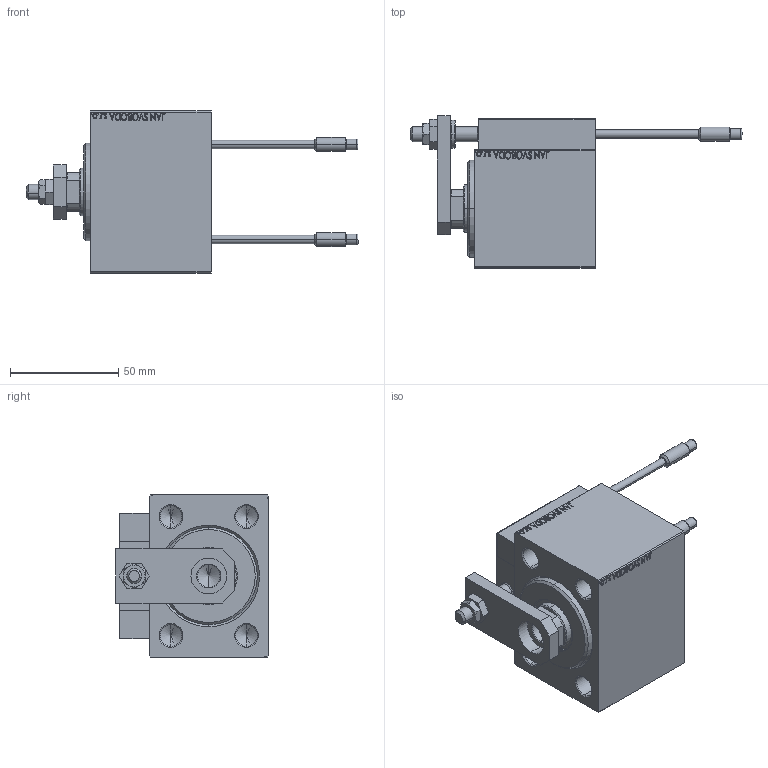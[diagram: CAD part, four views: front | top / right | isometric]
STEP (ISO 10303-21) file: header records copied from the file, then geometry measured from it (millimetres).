
FILE_DESCRIPTION (( 'STEP AP203' ), '1' );
FILE_NAME ('e9ef.STEP', '2021-11-02T02:54:32', ( '' ), ( '' ), 'SwSTEP 2.0', 'SolidWorks 2019', '' );
FILE_SCHEMA (( 'CONFIG_CONTROL_DESIGN' ));
Length unit declared in the file: millimetre
Products named in the file (16): e9ef; MAGNET c95cb2ab6d1b22f9b73badec6bcc2514; NUT_D10 c95cb2ab6d1b22f9b73badec6bcc2514; SWITCH X c95cb2ab6d1b22f9b73badec6bcc2514; ALLEN BOLT D8 c95cb2ab6d1b22f9b73badec6bcc2514; KONCOVKA_Y c95cb2ab6d1b22f9b73badec6bcc2514; TYC_L79 c95cb2ab6d1b22f9b73badec6bcc2514; ALLEN BOLT D5 c95cb2ab6d1b22f9b73badec6bcc2514; Block c95cb2ab6d1b22f9b73badec6bcc2514; SWITCH_X_FRONT_BACK c95cb2ab6d1b22f9b73badec6bcc2514; ZARAZKA c95cb2ab6d1b22f9b73badec6bcc2514; V450CM_B c95cb2ab6d1b22f9b73badec6bcc2514; V450CM_VC_B c95cb2ab6d1b22f9b73badec6bcc2514; V450CM_B_VCP c95cb2ab6d1b22f9b73badec6bcc2514; SWITCH DIM B,W c95cb2ab6d1b22f9b73badec6bcc2514; NUT_D12 c95cb2ab6d1b22f9b73badec6bcc2514
Assembly tree (25 placements, depth 3):
  e9ef
    V450CM_B c95cb2ab6d1b22f9b73badec6bcc2514
    V450CM_B_VCP c95cb2ab6d1b22f9b73badec6bcc2514
    SWITCH X c95cb2ab6d1b22f9b73badec6bcc2514
      SWITCH_X_FRONT_BACK c95cb2ab6d1b22f9b73badec6bcc2514  x2
      TYC_L79 c95cb2ab6d1b22f9b73badec6bcc2514
      Block c95cb2ab6d1b22f9b73badec6bcc2514  x2
      ALLEN BOLT D5 c95cb2ab6d1b22f9b73badec6bcc2514  x4
      ALLEN BOLT D8 c95cb2ab6d1b22f9b73badec6bcc2514  x4
      MAGNET c95cb2ab6d1b22f9b73badec6bcc2514  x2
      KONCOVKA_Y c95cb2ab6d1b22f9b73badec6bcc2514  x2
    NUT_D10 c95cb2ab6d1b22f9b73badec6bcc2514
    NUT_D12 c95cb2ab6d1b22f9b73badec6bcc2514
    SWITCH DIM B,W c95cb2ab6d1b22f9b73badec6bcc2514
    ZARAZKA c95cb2ab6d1b22f9b73badec6bcc2514
    V450CM_VC_B c95cb2ab6d1b22f9b73badec6bcc2514
Bounding box: 153.7 x 70.5 x 75 mm (x, y, z)
Volume: 264678.1 mm3; surface area: 72570.9 mm2
Topology: 24 solids, 24 shells, 1332 faces, 3183 edges, 2013 vertices
Faces by surface type: plane 561, bspline 380, cylinder 186, cone 153, torus 48, sphere 4
Entity records: 51369 total; most frequent: CARTESIAN_POINT 26249, ORIENTED_EDGE 5310, DIRECTION 3619, EDGE_CURVE 2655, VERTEX_POINT 1725, LINE 1529, VECTOR 1529, EDGE_LOOP 1222
